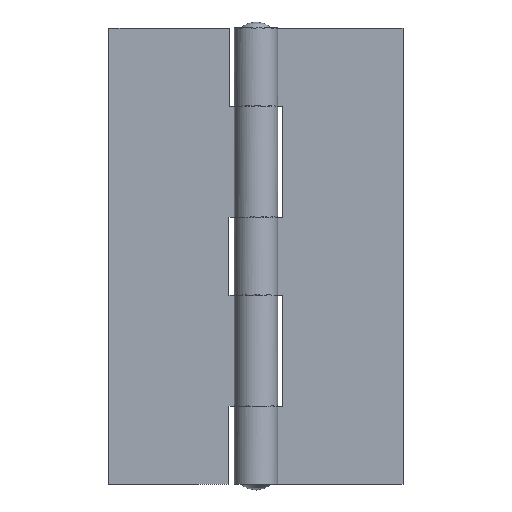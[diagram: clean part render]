
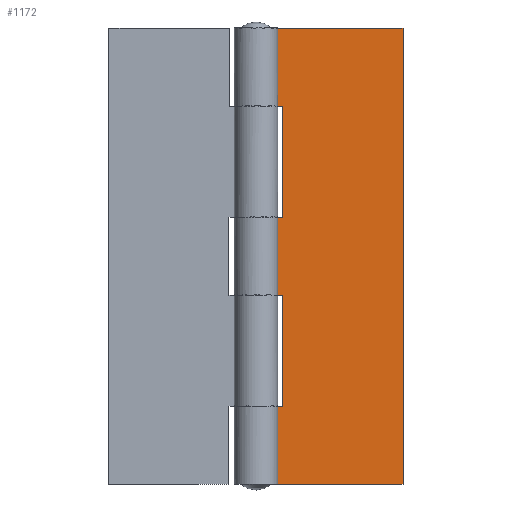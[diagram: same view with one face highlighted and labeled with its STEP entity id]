
A CAD part, front view. The second image highlights one B-rep face of the part: STEP entity #1172.
In plain terms, the highlighted free-form (B-spline) face has degree [1, 1] with [2, 2] control points.
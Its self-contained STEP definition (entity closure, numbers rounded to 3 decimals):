
#794=CARTESIAN_POINT('',(0.003,2.1,13.0));
#795=VERTEX_POINT('',#794);
#834=CARTESIAN_POINT('',(0.003,2.1,0.0));
#835=VERTEX_POINT('',#834);
#865=CARTESIAN_POINT('',(0.003,2.1,13.0));
#866=CARTESIAN_POINT('',(0.003,2.1,0.0));
#867=QUASI_UNIFORM_CURVE('',1,(#865,#866),.UNSPECIFIED.,.F.,.U.);
#868=EDGE_CURVE('',#795,#835,#867,.T.);
#931=CARTESIAN_POINT('',(0.003,2.1,63.0));
#932=VERTEX_POINT('',#931);
#963=CARTESIAN_POINT('',(0.003,2.1,76.0));
#964=VERTEX_POINT('',#963);
#965=CARTESIAN_POINT('',(0.003,2.1,76.0));
#966=CARTESIAN_POINT('',(0.003,2.1,63.0));
#967=QUASI_UNIFORM_CURVE('',1,(#965,#966),.UNSPECIFIED.,.F.,.U.);
#968=EDGE_CURVE('',#964,#932,#967,.T.);
#1027=CARTESIAN_POINT('',(0.003,2.1,44.5));
#1028=VERTEX_POINT('',#1027);
#1065=CARTESIAN_POINT('',(0.003,2.1,31.5));
#1066=VERTEX_POINT('',#1065);
#1097=CARTESIAN_POINT('',(0.003,2.1,44.5));
#1098=CARTESIAN_POINT('',(0.003,2.1,31.5));
#1099=QUASI_UNIFORM_CURVE('',1,(#1097,#1098),.UNSPECIFIED.,.F.,.U.);
#1100=EDGE_CURVE('',#1028,#1066,#1099,.T.);
#1105=CARTESIAN_POINT('',(-1.221,2.1,79.796));
#1106=CARTESIAN_POINT('',(-1.221,2.1,-3.796));
#1107=CARTESIAN_POINT('',(25.724,2.1,79.796));
#1108=CARTESIAN_POINT('',(25.724,2.1,-3.796));
#1109=B_SPLINE_SURFACE_WITH_KNOTS('',1,1,((#1105,#1107),(#1106,#1108)),.UNSPECIFIED.,.F.,.F.,.U.,(2,2),(2,2),(0.0,83.592),(0.0,26.944),.UNSPECIFIED.);
#1110=CARTESIAN_POINT('',(4.5,2.1,63.0));
#1111=VERTEX_POINT('',#1110);
#1112=CARTESIAN_POINT('',(4.5,2.1,44.5));
#1113=VERTEX_POINT('',#1112);
#1114=CARTESIAN_POINT('',(4.5,2.1,63.0));
#1115=CARTESIAN_POINT('',(4.5,2.1,44.5));
#1116=QUASI_UNIFORM_CURVE('',1,(#1114,#1115),.UNSPECIFIED.,.F.,.U.);
#1117=EDGE_CURVE('',#1111,#1113,#1116,.T.);
#1118=ORIENTED_EDGE('',*,*,#1117,.T.);
#1119=CARTESIAN_POINT('',(4.5,2.1,44.5));
#1120=CARTESIAN_POINT('',(0.003,2.1,44.5));
#1121=QUASI_UNIFORM_CURVE('',1,(#1119,#1120),.UNSPECIFIED.,.F.,.U.);
#1122=EDGE_CURVE('',#1113,#1028,#1121,.T.);
#1123=ORIENTED_EDGE('',*,*,#1122,.T.);
#1124=ORIENTED_EDGE('',*,*,#1100,.T.);
#1125=CARTESIAN_POINT('',(4.5,2.1,31.5));
#1126=VERTEX_POINT('',#1125);
#1127=CARTESIAN_POINT('',(0.003,2.1,31.5));
#1128=CARTESIAN_POINT('',(4.5,2.1,31.5));
#1129=QUASI_UNIFORM_CURVE('',1,(#1127,#1128),.UNSPECIFIED.,.F.,.U.);
#1130=EDGE_CURVE('',#1066,#1126,#1129,.T.);
#1131=ORIENTED_EDGE('',*,*,#1130,.T.);
#1132=CARTESIAN_POINT('',(4.5,2.1,13.0));
#1133=VERTEX_POINT('',#1132);
#1134=CARTESIAN_POINT('',(4.5,2.1,31.5));
#1135=CARTESIAN_POINT('',(4.5,2.1,13.0));
#1136=QUASI_UNIFORM_CURVE('',1,(#1134,#1135),.UNSPECIFIED.,.F.,.U.);
#1137=EDGE_CURVE('',#1126,#1133,#1136,.T.);
#1138=ORIENTED_EDGE('',*,*,#1137,.T.);
#1139=CARTESIAN_POINT('',(4.5,2.1,13.0));
#1140=CARTESIAN_POINT('',(0.003,2.1,13.0));
#1141=QUASI_UNIFORM_CURVE('',1,(#1139,#1140),.UNSPECIFIED.,.F.,.U.);
#1142=EDGE_CURVE('',#1133,#795,#1141,.T.);
#1143=ORIENTED_EDGE('',*,*,#1142,.T.);
#1144=ORIENTED_EDGE('',*,*,#868,.T.);
#1145=CARTESIAN_POINT('',(24.5,2.1,0.0));
#1146=VERTEX_POINT('',#1145);
#1147=CARTESIAN_POINT('',(24.5,2.1,0.0));
#1148=CARTESIAN_POINT('',(0.003,2.1,0.0));
#1149=QUASI_UNIFORM_CURVE('',1,(#1147,#1148),.UNSPECIFIED.,.F.,.U.);
#1150=EDGE_CURVE('',#1146,#835,#1149,.T.);
#1151=ORIENTED_EDGE('',*,*,#1150,.F.);
#1152=CARTESIAN_POINT('',(24.5,2.1,76.0));
#1153=VERTEX_POINT('',#1152);
#1154=CARTESIAN_POINT('',(24.5,2.1,76.0));
#1155=CARTESIAN_POINT('',(24.5,2.1,0.0));
#1156=QUASI_UNIFORM_CURVE('',1,(#1154,#1155),.UNSPECIFIED.,.F.,.U.);
#1157=EDGE_CURVE('',#1153,#1146,#1156,.T.);
#1158=ORIENTED_EDGE('',*,*,#1157,.F.);
#1159=CARTESIAN_POINT('',(24.5,2.1,76.0));
#1160=CARTESIAN_POINT('',(0.003,2.1,76.0));
#1161=QUASI_UNIFORM_CURVE('',1,(#1159,#1160),.UNSPECIFIED.,.F.,.U.);
#1162=EDGE_CURVE('',#1153,#964,#1161,.T.);
#1163=ORIENTED_EDGE('',*,*,#1162,.T.);
#1164=ORIENTED_EDGE('',*,*,#968,.T.);
#1165=CARTESIAN_POINT('',(0.003,2.1,63.0));
#1166=CARTESIAN_POINT('',(4.5,2.1,63.0));
#1167=QUASI_UNIFORM_CURVE('',1,(#1165,#1166),.UNSPECIFIED.,.F.,.U.);
#1168=EDGE_CURVE('',#932,#1111,#1167,.T.);
#1169=ORIENTED_EDGE('',*,*,#1168,.T.);
#1170=EDGE_LOOP('',(#1118,#1123,#1124,#1131,#1138,#1143,#1144,#1151,#1158,#1163,#1164,#1169));
#1171=FACE_OUTER_BOUND('',#1170,.T.);
#1172=ADVANCED_FACE('',(#1171),#1109,.T.);
